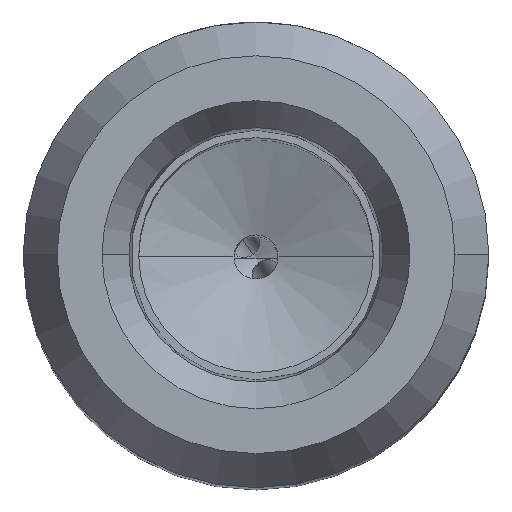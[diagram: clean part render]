
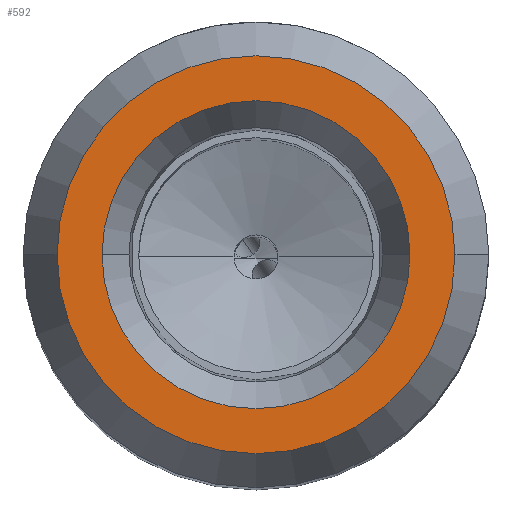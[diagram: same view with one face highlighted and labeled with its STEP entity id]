
A CAD part, top view. The second image highlights one B-rep face of the part: STEP entity #592.
In plain terms, the highlighted planar face has unit normal (0, 0, 1).
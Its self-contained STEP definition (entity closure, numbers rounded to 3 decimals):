
#158=FACE_BOUND('',#1019,.T.);
#159=FACE_BOUND('',#1020,.T.);
#193=PLANE('',#4070);
#592=ADVANCED_FACE('',(#158,#159),#193,.T.);
#1019=EDGE_LOOP('',(#1671,#1672));
#1020=EDGE_LOOP('',(#1673,#1674));
#1202=CIRCLE('',#4064,5.25);
#1203=CIRCLE('',#4066,5.25);
#1204=CIRCLE('',#4068,6.783);
#1205=CIRCLE('',#4069,6.783);
#1671=ORIENTED_EDGE('',*,*,#3174,.T.);
#1672=ORIENTED_EDGE('',*,*,#3175,.T.);
#1673=ORIENTED_EDGE('',*,*,#3176,.T.);
#1674=ORIENTED_EDGE('',*,*,#3177,.T.);
#2700=VERTEX_POINT('',#7071);
#2701=VERTEX_POINT('',#7073);
#2702=VERTEX_POINT('',#7079);
#2703=VERTEX_POINT('',#7080);
#3174=EDGE_CURVE('',#2700,#2701,#1202,.T.);
#3175=EDGE_CURVE('',#2701,#2700,#1203,.T.);
#3176=EDGE_CURVE('',#2702,#2703,#1204,.T.);
#3177=EDGE_CURVE('',#2703,#2702,#1205,.T.);
#4064=AXIS2_PLACEMENT_3D('',#7074,#4601,#4602);
#4066=AXIS2_PLACEMENT_3D('',#7076,#4605,#4606);
#4068=AXIS2_PLACEMENT_3D('',#7078,#4609,#4610);
#4069=AXIS2_PLACEMENT_3D('',#7081,#4611,#4612);
#4070=AXIS2_PLACEMENT_3D('',#7082,#4613,#4614);
#4601=DIRECTION('',(0.,0.,-1.));
#4602=DIRECTION('',(-1.,0.,0.));
#4605=DIRECTION('',(0.,0.,-1.));
#4606=DIRECTION('',(1.,0.,0.));
#4609=DIRECTION('',(0.,0.,1.));
#4610=DIRECTION('',(-1.,0.,0.));
#4611=DIRECTION('',(0.,0.,1.));
#4612=DIRECTION('',(1.,0.,0.));
#4613=DIRECTION('',(0.,0.,1.));
#4614=DIRECTION('',(-1.,0.,0.));
#7071=CARTESIAN_POINT('',(-5.25,0.,24.5));
#7073=CARTESIAN_POINT('',(5.25,0.,24.5));
#7074=CARTESIAN_POINT('',(0.,0.,24.5));
#7076=CARTESIAN_POINT('',(0.,0.,24.5));
#7078=CARTESIAN_POINT('',(0.,0.,24.5));
#7079=CARTESIAN_POINT('',(-6.783,0.,24.5));
#7080=CARTESIAN_POINT('',(6.783,0.,24.5));
#7081=CARTESIAN_POINT('',(0.,0.,24.5));
#7082=CARTESIAN_POINT('',(0.,0.,24.5));
